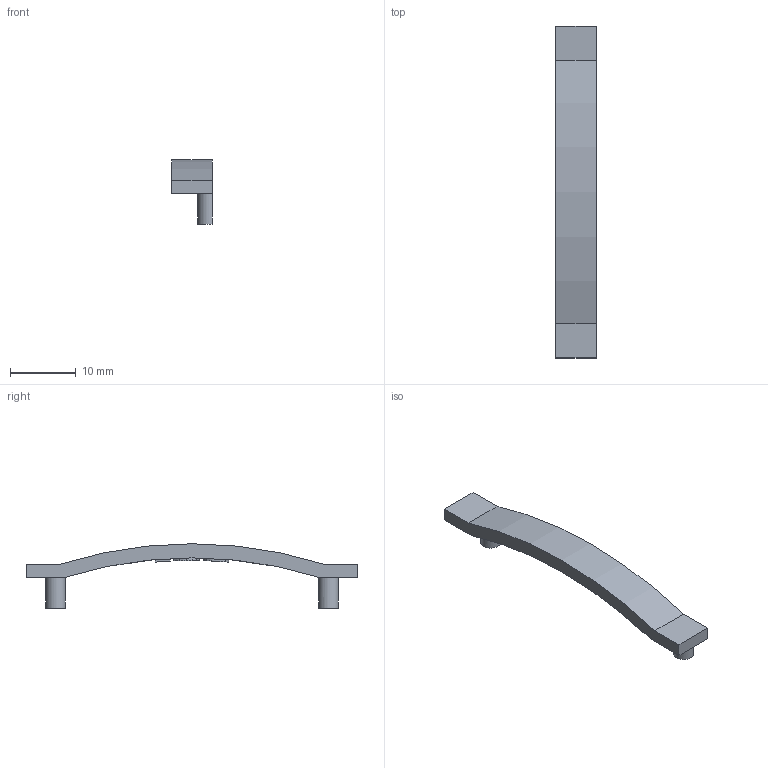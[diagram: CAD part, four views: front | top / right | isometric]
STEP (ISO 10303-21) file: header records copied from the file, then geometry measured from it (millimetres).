
FILE_DESCRIPTION(/* description */ (''),/* implementation_level */ '2;1');
FILE_NAME(/* name */ 'LCD_spacer.step',/* time_stamp */ '2025-08-29T05:02:24-03:00',/* author */ (''),/* organization */ (''),/* preprocessor_version */ 'ST-DEVELOPER v20.1',/* originating_system */ 'Autodesk Translation Framework v14.10.0.0',/* authorisation */ '');
FILE_SCHEMA (('AUTOMOTIVE_DESIGN { 1 0 10303 214 3 1 1 }'));
Length unit declared in the file: millimetre
Products named in the file (1): LCD_spacer
Bounding box: 6.2 x 50.51 x 9.8 mm (x, y, z)
Volume: 733.3 mm3; surface area: 979.5 mm2
Topology: 1 solids, 1 shells, 75 faces, 205 edges, 136 vertices
Faces by surface type: bspline 40, plane 27, cylinder 8
Entity records: 3169 total; most frequent: CARTESIAN_POINT 1485, ORIENTED_EDGE 410, DIRECTION 215, EDGE_CURVE 205, VERTEX_POINT 136, LINE 107, VECTOR 107, B_SPLINE_CURVE_WITH_KNOTS 80
